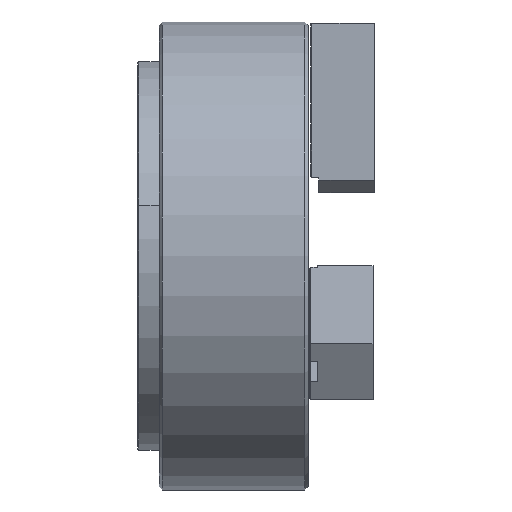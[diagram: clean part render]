
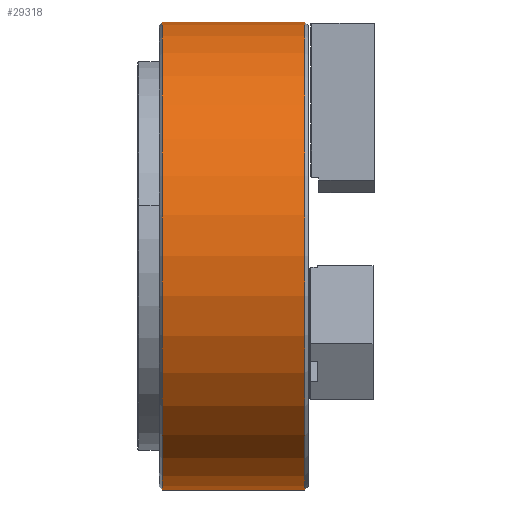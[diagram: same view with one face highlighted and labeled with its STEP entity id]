
A CAD part, top view. The second image highlights one B-rep face of the part: STEP entity #29318.
In plain terms, the highlighted cylindrical face has radius 228 mm (diameter 456 mm), a partial arc.
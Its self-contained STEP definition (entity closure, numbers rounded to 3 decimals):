
#1000 = VERTEX_POINT ( 'NONE', #15644 ) ;
#1018 = VERTEX_POINT ( 'NONE', #15682 ) ;
#6135 = AXIS2_PLACEMENT_3D ( 'NONE', #6179, #6178, #6177 ) ;
#6164 = AXIS2_PLACEMENT_3D ( 'NONE', #6212, #6211, #6210 ) ;
#6170 = CARTESIAN_POINT ( 'NONE',  ( -3., 0., 0. ) ) ;
#6177 = DIRECTION ( 'NONE',  ( 0., 1., 0. ) ) ;
#6178 = DIRECTION ( 'NONE',  ( 1., 0., 0. ) ) ;
#6179 = CARTESIAN_POINT ( 'NONE',  ( -142., 0., 0. ) ) ;
#6184 = CIRCLE ( 'NONE', #6135, 228. ) ;
#6190 = CARTESIAN_POINT ( 'NONE',  ( 0., 228., 0. ) ) ;
#6191 = LINE ( 'NONE', #6190, #6217 ) ;
#6199 = CARTESIAN_POINT ( 'NONE',  ( -3., -228., 0. ) ) ;
#6200 = DIRECTION ( 'NONE',  ( 1., 0., 0. ) ) ;
#6201 = VECTOR ( 'NONE', #6200, 1000. ) ;
#6204 = DIRECTION ( 'NONE',  ( 0., 1., 0. ) ) ;
#6205 = DIRECTION ( 'NONE',  ( 1., 0., 0. ) ) ;
#6206 = AXIS2_PLACEMENT_3D ( 'NONE', #6170, #6205, #6204 ) ;
#6208 = CARTESIAN_POINT ( 'NONE',  ( 0., -228., 0. ) ) ;
#6209 = LINE ( 'NONE', #6208, #6201 ) ;
#6210 = DIRECTION ( 'NONE',  ( 0., 1., 0. ) ) ;
#6211 = DIRECTION ( 'NONE',  ( 1., 0., 0. ) ) ;
#6212 = CARTESIAN_POINT ( 'NONE',  ( 0., 0., 0. ) ) ;
#6214 = CARTESIAN_POINT ( 'NONE',  ( -3., 228., 0. ) ) ;
#6215 = CYLINDRICAL_SURFACE ( 'NONE', #6164, 228. ) ;
#6216 = DIRECTION ( 'NONE',  ( 1., 0., 0. ) ) ;
#6217 = VECTOR ( 'NONE', #6216, 1000. ) ;
#6219 = FACE_OUTER_BOUND ( 'NONE', #29296, .T. ) ;
#6225 = CIRCLE ( 'NONE', #6206, 228. ) ;
#15644 = CARTESIAN_POINT ( 'NONE',  ( -142., -228., 0. ) ) ;
#15682 = CARTESIAN_POINT ( 'NONE',  ( -142., 228., 0. ) ) ;
#29295 = ORIENTED_EDGE ( 'NONE', *, *, #29322, .F. ) ;
#29296 = EDGE_LOOP ( 'NONE', ( #29299, #29325, #29295, #29316 ) ) ;
#29299 = ORIENTED_EDGE ( 'NONE', *, *, #29302, .T. ) ;
#29302 = EDGE_CURVE ( 'NONE', #1018, #1000, #6184, .T. ) ;
#29316 = ORIENTED_EDGE ( 'NONE', *, *, #29317, .F. ) ;
#29317 = EDGE_CURVE ( 'NONE', #1018, #29321, #6191, .T. ) ;
#29318 = ADVANCED_FACE ( 'NONE', ( #6219 ), #6215, .T. ) ;
#29321 = VERTEX_POINT ( 'NONE', #6214 ) ;
#29322 = EDGE_CURVE ( 'NONE', #29321, #29327, #6225, .T. ) ;
#29323 = EDGE_CURVE ( 'NONE', #1000, #29327, #6209, .T. ) ;
#29325 = ORIENTED_EDGE ( 'NONE', *, *, #29323, .T. ) ;
#29327 = VERTEX_POINT ( 'NONE', #6199 ) ;
